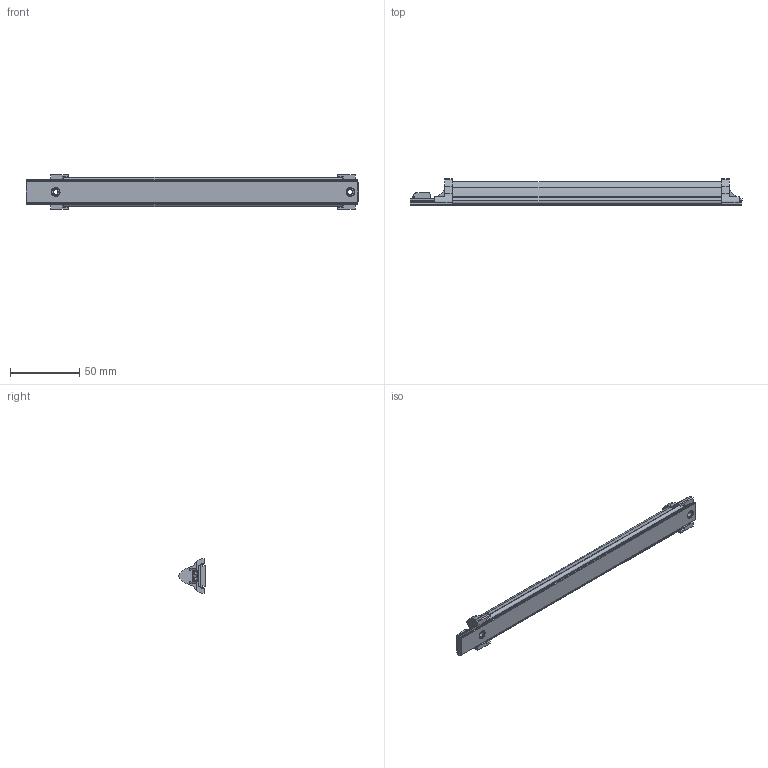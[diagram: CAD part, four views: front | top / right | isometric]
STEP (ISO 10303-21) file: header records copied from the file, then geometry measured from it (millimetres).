
FILE_DESCRIPTION (( 'STEP AP203' ), '1' );
FILE_NAME ('Light engine generic assembly 9_5inch.STEP', '2018-02-26T22:36:09', ( '' ), ( '' ), 'SwSTEP 2.0', 'SolidWorks 2017', '' );
FILE_SCHEMA (( 'CONFIG_CONTROL_DESIGN' ));
Length unit declared in the file: millimetre
Products named in the file (1): Light engine generic assembly 9_5inch
Bounding box: 240.4 x 19.04 x 25 mm (x, y, z)
Surface area: 29502.5 mm2 (no closed solid volume)
Topology: 0 solids, 20 shells, 254 faces, 1025 edges, 773 vertices
Faces by surface type: plane 154, cylinder 92, cone 6, bspline 2
Entity records: 11262 total; most frequent: CARTESIAN_POINT 2666, DIRECTION 1756, ORIENTED_EDGE 1636, EDGE_CURVE 1025, VERTEX_POINT 773, VECTOR 678, LINE 678, AXIS2_PLACEMENT_3D 539
